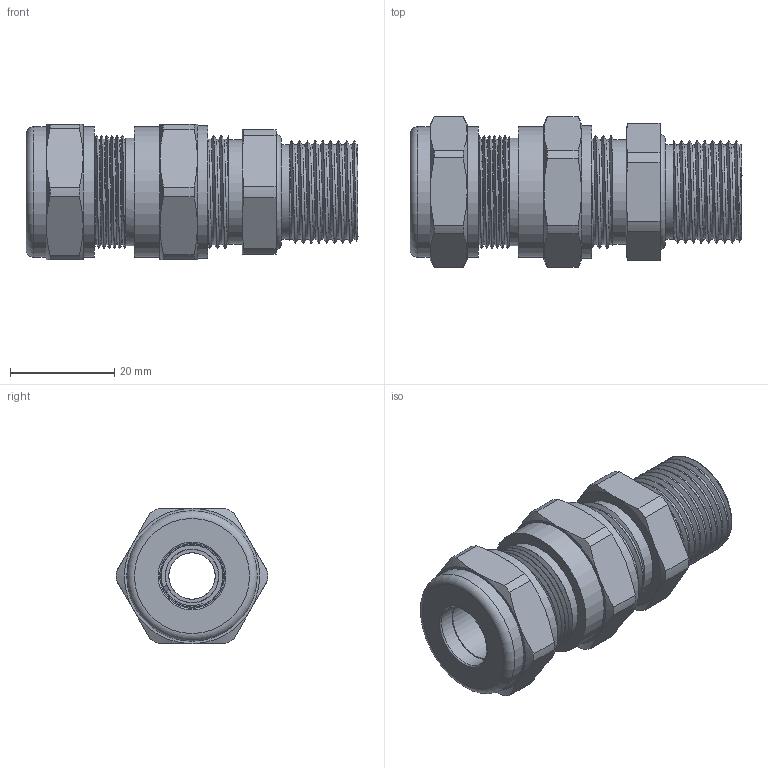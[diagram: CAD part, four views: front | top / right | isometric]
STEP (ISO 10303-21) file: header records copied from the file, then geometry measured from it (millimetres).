
FILE_DESCRIPTION(/* description */ ('RST-Gamma-X-Universal M20'),/* implementation_level */ '2;1');
FILE_NAME(/* name */ 'KBAU1SM20-RST.stp',/* time_stamp */ '2019-12-09T14:04:28+01:00',/* author */ ('sl'),/* organization */ (''),/* preprocessor_version */ 'ST-DEVELOPER v16.5',/* originating_system */ 'Autodesk Inventor 2017',/* authorisation */ '');
FILE_SCHEMA (('AUTOMOTIVE_DESIGN { 1 0 10303 214 3 1 1 }'));
Length unit declared in the file: millimetre
Products named in the file (11): KBAU1SM20; KBAU1SM20_1; KBAU1SM20_2; KBAU1SM20_3; KBAU1SM20_4; KBAU1SM20_5; KBAU1SM20_6; KBAU1SM20_7; KBAU1SM20_8; KBAU1SM20_9; KBAU1SM20_10
Assembly tree (10 placements, depth 2):
  KBAU1SM20
    KBAU1SM20_1
    KBAU1SM20_2
    KBAU1SM20_3
    KBAU1SM20_4
    KBAU1SM20_5
    KBAU1SM20_6
    KBAU1SM20_7
    KBAU1SM20_8
    KBAU1SM20_9
    KBAU1SM20_10
Bounding box: 63.78 x 29.07 x 26 mm (x, y, z)
Volume: 17755.8 mm3; surface area: 20134.8 mm2
Topology: 11 solids, 11 shells, 287 faces, 639 edges, 394 vertices
Faces by surface type: cylinder 98, plane 67, cone 44, torus 41, bspline 29, sphere 8
Full cylindrical faces by diameter (mm): 8.9 x1, 8.95 x1, 9.1 x1, 12 x1, 12.4 x1, 12.42 x1, 12.786 x1, 14.13 x1, 14.39 x1, 15.28 x1, 15.48 x1, 16.8 x1, 17.25 x2, 17.5 x2, 17.75 x2, 18.16 x2, 18.23 x1, 18.24 x2, 19.24 x1, 19.5 x1, 20 x1, 20.55 x5, 20.63 x1, 20.8 x2, 25.05 x3, 25.46 x1
Entity records: 16289 total; most frequent: CARTESIAN_POINT 10268, DIRECTION 1211, ORIENTED_EDGE 1096, EDGE_CURVE 548, AXIS2_PLACEMENT_3D 531, EDGE_LOOP 393, VERTEX_POINT 379, FACE_OUTER_BOUND 282
